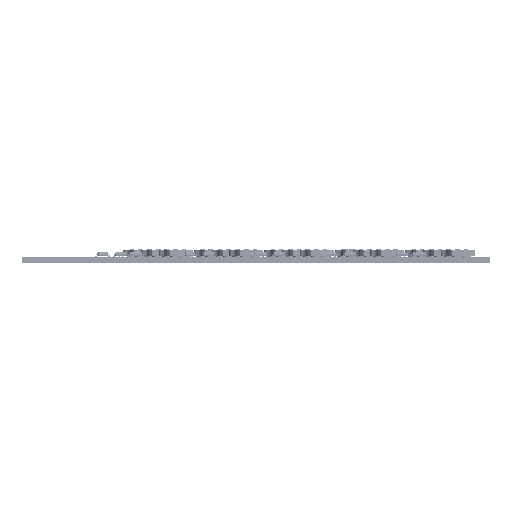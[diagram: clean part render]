
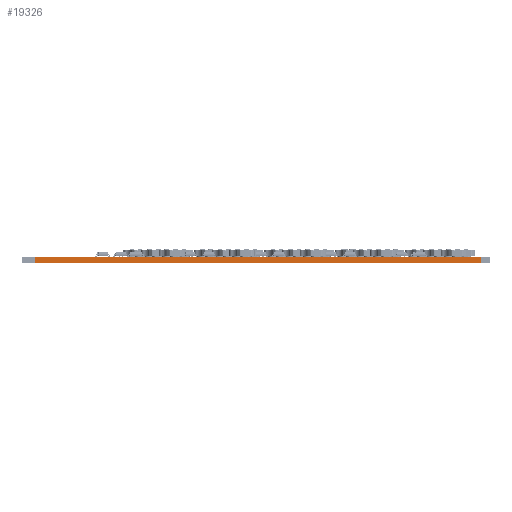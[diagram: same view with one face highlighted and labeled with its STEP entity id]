
A CAD part, left-side view. The second image highlights one B-rep face of the part: STEP entity #19326.
In plain terms, the highlighted planar face has unit normal (-1, 0, 0).
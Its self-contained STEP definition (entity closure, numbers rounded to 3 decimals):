
#9713 = VERTEX_POINT('',#9714);
#9714 = CARTESIAN_POINT('',(26.,-18.,0.));
#9720 = EDGE_CURVE('',#9721,#9713,#9723,.T.);
#9721 = VERTEX_POINT('',#9722);
#9722 = CARTESIAN_POINT('',(26.,-138.5,0.));
#9723 = LINE('',#9724,#9725);
#9724 = CARTESIAN_POINT('',(26.,-138.5,0.));
#9725 = VECTOR('',#9726,1.);
#9726 = DIRECTION('',(0.,1.,0.));
#14424 = VERTEX_POINT('',#14425);
#14425 = CARTESIAN_POINT('',(26.,-18.,1.51));
#14431 = EDGE_CURVE('',#14432,#14424,#14434,.T.);
#14432 = VERTEX_POINT('',#14433);
#14433 = CARTESIAN_POINT('',(26.,-138.5,1.51));
#14434 = LINE('',#14435,#14436);
#14435 = CARTESIAN_POINT('',(26.,-138.5,1.51));
#14436 = VECTOR('',#14437,1.);
#14437 = DIRECTION('',(0.,1.,0.));
#19298 = EDGE_CURVE('',#9721,#14432,#19299,.T.);
#19299 = LINE('',#19300,#19301);
#19300 = CARTESIAN_POINT('',(26.,-138.5,0.));
#19301 = VECTOR('',#19302,1.);
#19302 = DIRECTION('',(0.,0.,1.));
#19326 = ADVANCED_FACE('',(#19327),#19338,.T.);
#19327 = FACE_BOUND('',#19328,.T.);
#19328 = EDGE_LOOP('',(#19329,#19330,#19331,#19337));
#19329 = ORIENTED_EDGE('',*,*,#19298,.T.);
#19330 = ORIENTED_EDGE('',*,*,#14431,.T.);
#19331 = ORIENTED_EDGE('',*,*,#19332,.F.);
#19332 = EDGE_CURVE('',#9713,#14424,#19333,.T.);
#19333 = LINE('',#19334,#19335);
#19334 = CARTESIAN_POINT('',(26.,-18.,0.));
#19335 = VECTOR('',#19336,1.);
#19336 = DIRECTION('',(0.,0.,1.));
#19337 = ORIENTED_EDGE('',*,*,#9720,.F.);
#19338 = PLANE('',#19339);
#19339 = AXIS2_PLACEMENT_3D('',#19340,#19341,#19342);
#19340 = CARTESIAN_POINT('',(26.,-138.5,0.));
#19341 = DIRECTION('',(-1.,0.,0.));
#19342 = DIRECTION('',(0.,1.,0.));
